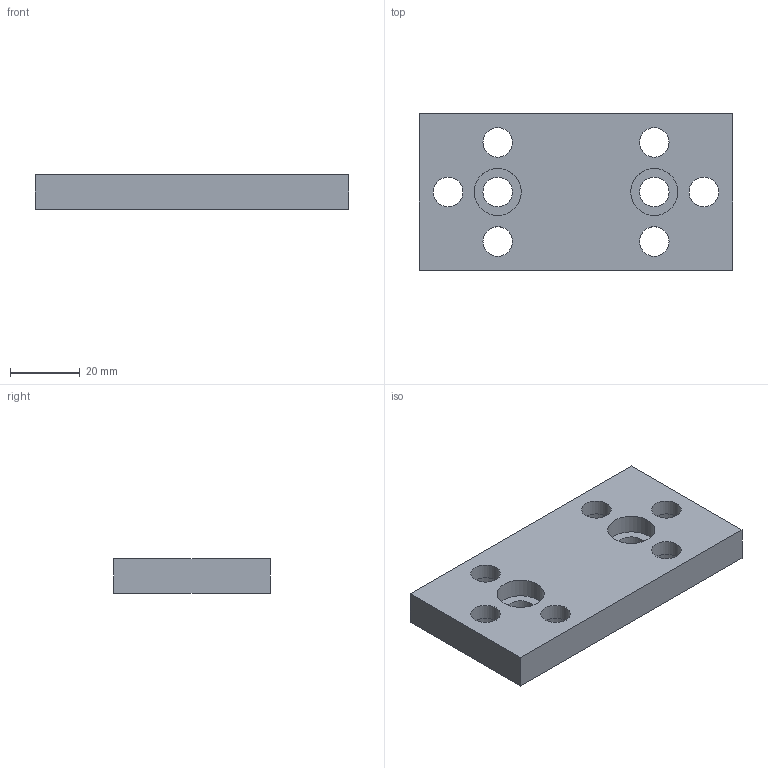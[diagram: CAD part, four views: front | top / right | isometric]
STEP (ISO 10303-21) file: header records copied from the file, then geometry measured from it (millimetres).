
FILE_DESCRIPTION(('STEP AP203'),'2;1');
FILE_NAME('30.108.00.stp','2011-03-21T16:22:35',(''),(''),'2009.3.110','THINKDESIGN','');
FILE_SCHEMA(('CONFIG_CONTROL_DESIGN'));
Length unit declared in the file: millimetre
Bounding box: 90 x 45 x 10 mm (x, y, z)
Volume: 32159.1 mm3; surface area: 12719.5 mm2
Topology: 1 solids, 1 shells, 30 faces, 92 edges, 72 vertices
Faces by surface type: cylinder 16, plane 14
Full cylindrical faces by diameter (mm): 8.5 x8, 13.5 x8
Entity records: 1241 total; most frequent: DIRECTION 216, CARTESIAN_POINT 194, ORIENTED_EDGE 184, AXIS2_PLACEMENT_3D 94, EDGE_CURVE 92, VERTEX_POINT 72, CIRCLE 64, EDGE_LOOP 54
